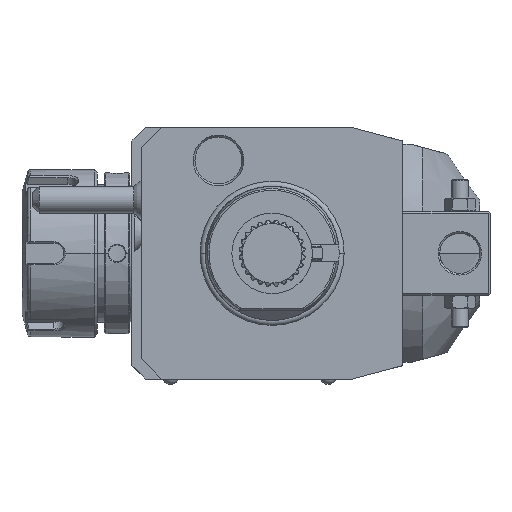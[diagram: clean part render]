
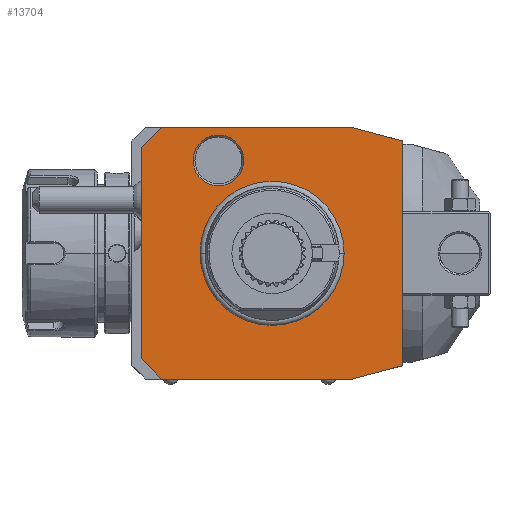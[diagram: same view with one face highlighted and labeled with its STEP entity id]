
A CAD part, front view. The second image highlights one B-rep face of the part: STEP entity #13704.
In plain terms, the highlighted planar face has unit normal (0, -1, 0).
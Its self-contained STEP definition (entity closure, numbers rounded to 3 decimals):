
#1=DIRECTION('',(-0.966,0.,0.259));
#2=VECTOR('',#1,15.529);
#3=CARTESIAN_POINT('',(39.,0.,33.481));
#4=LINE('',#3,#2);
#5=DIRECTION('',(0.,0.,1.));
#6=VECTOR('',#5,66.962);
#7=CARTESIAN_POINT('',(39.,0.,-33.481));
#8=LINE('',#7,#6);
#9=DIRECTION('',(0.966,0.,0.259));
#10=VECTOR('',#9,15.529);
#11=CARTESIAN_POINT('',(24.,0.,-37.5));
#12=LINE('',#11,#10);
#13=DIRECTION('',(1.,0.,0.));
#14=VECTOR('',#13,57.);
#15=CARTESIAN_POINT('',(-33.,0.,-37.5));
#16=LINE('',#15,#14);
#17=DIRECTION('',(0.707,0.,-0.707));
#18=VECTOR('',#17,8.485);
#19=CARTESIAN_POINT('',(-39.,0.,-31.5));
#20=LINE('',#19,#18);
#21=DIRECTION('',(0.,0.,-1.));
#22=VECTOR('',#21,63.);
#23=CARTESIAN_POINT('',(-39.,0.,31.5));
#24=LINE('',#23,#22);
#25=DIRECTION('',(-0.707,0.,-0.707));
#26=VECTOR('',#25,8.485);
#27=CARTESIAN_POINT('',(-33.,0.,37.5));
#28=LINE('',#27,#26);
#29=DIRECTION('',(-1.,0.,0.));
#30=VECTOR('',#29,57.);
#31=CARTESIAN_POINT('',(24.,0.,37.5));
#32=LINE('',#31,#30);
#33=CARTESIAN_POINT('',(-16.,0.,27.713));
#34=DIRECTION('',(0.,1.,0.));
#35=DIRECTION('',(1.,0.,0.));
#36=AXIS2_PLACEMENT_3D('',#33,#34,#35);
#38=CARTESIAN_POINT('',(-16.,0.,27.713));
#39=DIRECTION('',(0.,1.,0.));
#40=DIRECTION('',(-1.,0.,0.));
#41=AXIS2_PLACEMENT_3D('',#38,#39,#40);
#7531=CARTESIAN_POINT('',(0.,0.,0.));
#7532=DIRECTION('',(0.,1.,0.));
#7533=DIRECTION('',(-1.,0.,0.));
#7534=AXIS2_PLACEMENT_3D('',#7531,#7532,#7533);
#7536=CARTESIAN_POINT('',(0.,0.,0.));
#7537=DIRECTION('',(0.,1.,0.));
#7538=DIRECTION('',(1.,0.,0.));
#7539=AXIS2_PLACEMENT_3D('',#7536,#7537,#7538);
#12366=CARTESIAN_POINT('',(-8.423,0.,27.713));
#12367=CARTESIAN_POINT('',(-23.577,0.,27.713));
#12368=VERTEX_POINT('',#12366);
#12369=VERTEX_POINT('',#12367);
#13283=CARTESIAN_POINT('',(39.,0.,33.481));
#13284=CARTESIAN_POINT('',(24.,0.,37.5));
#13285=VERTEX_POINT('',#13283);
#13286=VERTEX_POINT('',#13284);
#13287=CARTESIAN_POINT('',(-33.,0.,37.5));
#13288=VERTEX_POINT('',#13287);
#13289=CARTESIAN_POINT('',(-39.,0.,31.5));
#13290=VERTEX_POINT('',#13289);
#13291=CARTESIAN_POINT('',(-39.,0.,-31.5));
#13292=VERTEX_POINT('',#13291);
#13293=CARTESIAN_POINT('',(-33.,0.,-37.5));
#13294=VERTEX_POINT('',#13293);
#13295=CARTESIAN_POINT('',(24.,0.,-37.5));
#13296=VERTEX_POINT('',#13295);
#13297=CARTESIAN_POINT('',(39.,0.,-33.481));
#13298=VERTEX_POINT('',#13297);
#13559=CARTESIAN_POINT('',(-21.137,0.,0.));
#13560=CARTESIAN_POINT('',(21.137,0.,0.));
#13561=VERTEX_POINT('',#13559);
#13562=VERTEX_POINT('',#13560);
#13669=CARTESIAN_POINT('',(0.,0.,0.));
#13670=DIRECTION('',(0.,-1.,0.));
#13671=DIRECTION('',(-1.,0.,0.));
#13672=AXIS2_PLACEMENT_3D('',#13669,#13670,#13671);
#13673=PLANE('',#13672);
#13675=ORIENTED_EDGE('',*,*,#13674,.F.);
#13677=ORIENTED_EDGE('',*,*,#13676,.F.);
#13679=ORIENTED_EDGE('',*,*,#13678,.F.);
#13681=ORIENTED_EDGE('',*,*,#13680,.F.);
#13683=ORIENTED_EDGE('',*,*,#13682,.F.);
#13685=ORIENTED_EDGE('',*,*,#13684,.F.);
#13687=ORIENTED_EDGE('',*,*,#13686,.F.);
#13689=ORIENTED_EDGE('',*,*,#13688,.F.);
#13690=EDGE_LOOP('',(#13675,#13677,#13679,#13681,#13683,#13685,#13687,#13689));
#13691=FACE_OUTER_BOUND('',#13690,.F.);
#13693=ORIENTED_EDGE('',*,*,#13692,.F.);
#13695=ORIENTED_EDGE('',*,*,#13694,.F.);
#13696=EDGE_LOOP('',(#13693,#13695));
#13697=FACE_BOUND('',#13696,.F.);
#13699=ORIENTED_EDGE('',*,*,#13698,.F.);
#13701=ORIENTED_EDGE('',*,*,#13700,.F.);
#13702=EDGE_LOOP('',(#13699,#13701));
#13703=FACE_BOUND('',#13702,.F.);
#37=CIRCLE('',#36,7.577);
#42=CIRCLE('',#41,7.577);
#7535=CIRCLE('',#7534,21.137);
#7540=CIRCLE('',#7539,21.137);
#13674=EDGE_CURVE('',#13285,#13286,#4,.T.);
#13676=EDGE_CURVE('',#13298,#13285,#8,.T.);
#13678=EDGE_CURVE('',#13296,#13298,#12,.T.);
#13680=EDGE_CURVE('',#13294,#13296,#16,.T.);
#13682=EDGE_CURVE('',#13292,#13294,#20,.T.);
#13684=EDGE_CURVE('',#13290,#13292,#24,.T.);
#13686=EDGE_CURVE('',#13288,#13290,#28,.T.);
#13688=EDGE_CURVE('',#13286,#13288,#32,.T.);
#13692=EDGE_CURVE('',#13561,#13562,#7535,.T.);
#13694=EDGE_CURVE('',#13562,#13561,#7540,.T.);
#13698=EDGE_CURVE('',#12368,#12369,#37,.T.);
#13700=EDGE_CURVE('',#12369,#12368,#42,.T.);
#13704=ADVANCED_FACE('',(#13691,#13697,#13703),#13673,.T.);
